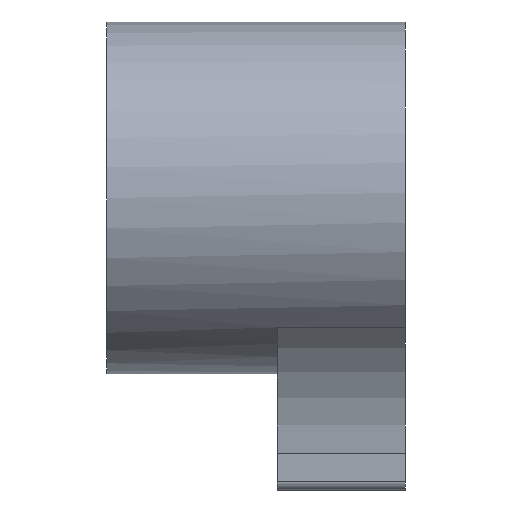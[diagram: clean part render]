
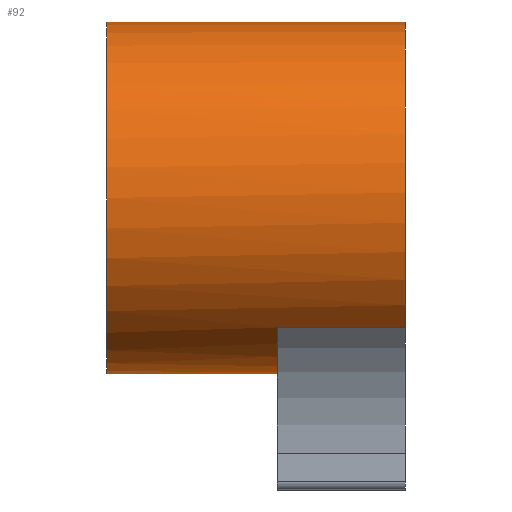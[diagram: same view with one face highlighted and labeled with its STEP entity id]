
A CAD part, left-side view. The second image highlights one B-rep face of the part: STEP entity #92.
In plain terms, the highlighted cylindrical face has radius 20.6 mm (diameter 41.2 mm), a partial arc.
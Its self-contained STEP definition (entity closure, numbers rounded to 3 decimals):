
#32 = VERTEX_POINT ( 'NONE', #225 ) ;
#39 = DIRECTION ( 'NONE',  ( 0., 1., 0. ) ) ;
#44 = CARTESIAN_POINT ( 'NONE',  ( -13.953, 7.5, 19.031 ) ) ;
#50 = CIRCLE ( 'NONE', #604, 20.6 ) ;
#74 = EDGE_CURVE ( 'NONE', #396, #383, #191, .T. ) ;
#83 = AXIS2_PLACEMENT_3D ( 'NONE', #167, #39, #231 ) ;
#92 = ADVANCED_FACE ( 'NONE', ( #408 ), #406, .T. ) ;
#104 = EDGE_CURVE ( 'NONE', #268, #630, #50, .T. ) ;
#110 = CARTESIAN_POINT ( 'NONE',  ( 0., -2.5, 34.186 ) ) ;
#116 = CARTESIAN_POINT ( 'NONE',  ( 0., -2.5, 54.786 ) ) ;
#122 = CARTESIAN_POINT ( 'NONE',  ( 0., -2.5, 13.586 ) ) ;
#129 = ORIENTED_EDGE ( 'NONE', *, *, #104, .T. ) ;
#141 = DIRECTION ( 'NONE',  ( 0., 0., -1. ) ) ;
#152 = VERTEX_POINT ( 'NONE', #44 ) ;
#167 = CARTESIAN_POINT ( 'NONE',  ( 0., 27.5, 34.186 ) ) ;
#191 = CIRCLE ( 'NONE', #83, 20.6 ) ;
#201 = CARTESIAN_POINT ( 'NONE',  ( 0., 7.5, 34.186 ) ) ;
#225 = CARTESIAN_POINT ( 'NONE',  ( 0., 7.5, 13.586 ) ) ;
#231 = DIRECTION ( 'NONE',  ( 0., 0., 1. ) ) ;
#250 = ORIENTED_EDGE ( 'NONE', *, *, #287, .T. ) ;
#261 = AXIS2_PLACEMENT_3D ( 'NONE', #201, #497, #141 ) ;
#264 = EDGE_CURVE ( 'NONE', #152, #32, #462, .T. ) ;
#268 = VERTEX_POINT ( 'NONE', #742 ) ;
#287 = EDGE_CURVE ( 'NONE', #152, #268, #476, .T. ) ;
#288 = AXIS2_PLACEMENT_3D ( 'NONE', #110, #403, #347 ) ;
#312 = ORIENTED_EDGE ( 'NONE', *, *, #345, .F. ) ;
#329 = VECTOR ( 'NONE', #616, 1000. ) ;
#334 = CARTESIAN_POINT ( 'NONE',  ( 0., -7.5, 54.786 ) ) ;
#345 = EDGE_CURVE ( 'NONE', #32, #396, #419, .T. ) ;
#346 = CARTESIAN_POINT ( 'NONE',  ( 0., -7.5, 34.186 ) ) ;
#347 = DIRECTION ( 'NONE',  ( 0., 0., 1. ) ) ;
#378 = VECTOR ( 'NONE', #423, 1000. ) ;
#383 = VERTEX_POINT ( 'NONE', #717 ) ;
#396 = VERTEX_POINT ( 'NONE', #737 ) ;
#403 = DIRECTION ( 'NONE',  ( 0., 1., 0. ) ) ;
#406 = CYLINDRICAL_SURFACE ( 'NONE', #288, 20.6 ) ;
#408 = FACE_OUTER_BOUND ( 'NONE', #558, .T. ) ;
#410 = LINE ( 'NONE', #116, #531 ) ;
#419 = LINE ( 'NONE', #122, #329 ) ;
#423 = DIRECTION ( 'NONE',  ( 0., -1., 0. ) ) ;
#462 = CIRCLE ( 'NONE', #261, 20.6 ) ;
#476 = LINE ( 'NONE', #601, #378 ) ;
#497 = DIRECTION ( 'NONE',  ( 0., -1., 0. ) ) ;
#531 = VECTOR ( 'NONE', #568, 1000. ) ;
#533 = EDGE_CURVE ( 'NONE', #630, #383, #410, .T. ) ;
#558 = EDGE_LOOP ( 'NONE', ( #312, #703, #250, #129, #637, #746 ) ) ;
#568 = DIRECTION ( 'NONE',  ( 0., 1., 0. ) ) ;
#596 = DIRECTION ( 'NONE',  ( 0., 0., 1. ) ) ;
#601 = CARTESIAN_POINT ( 'NONE',  ( -13.953, -2.5, 19.031 ) ) ;
#604 = AXIS2_PLACEMENT_3D ( 'NONE', #346, #720, #596 ) ;
#616 = DIRECTION ( 'NONE',  ( 0., 1., 0. ) ) ;
#630 = VERTEX_POINT ( 'NONE', #334 ) ;
#637 = ORIENTED_EDGE ( 'NONE', *, *, #533, .T. ) ;
#703 = ORIENTED_EDGE ( 'NONE', *, *, #264, .F. ) ;
#717 = CARTESIAN_POINT ( 'NONE',  ( 0., 27.5, 54.786 ) ) ;
#720 = DIRECTION ( 'NONE',  ( 0., 1., 0. ) ) ;
#737 = CARTESIAN_POINT ( 'NONE',  ( 0., 27.5, 13.586 ) ) ;
#742 = CARTESIAN_POINT ( 'NONE',  ( -13.953, -7.5, 19.031 ) ) ;
#746 = ORIENTED_EDGE ( 'NONE', *, *, #74, .F. ) ;
